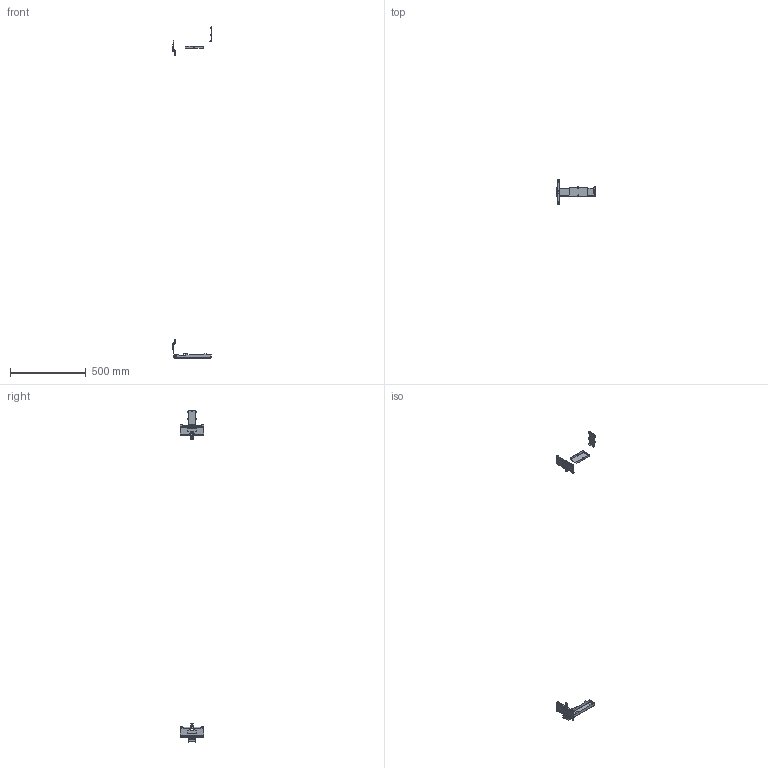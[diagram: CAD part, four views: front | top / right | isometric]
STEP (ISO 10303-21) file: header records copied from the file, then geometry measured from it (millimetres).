
FILE_DESCRIPTION(/* description */ (''),/* implementation_level */ '2;1');
FILE_NAME(/* name */ '7968756_T002-Set Modulverbinder Invisible.stp',/* time_stamp */ '2022-11-23T11:44:25+01:00',/* author */ (''),/* organization */ (''),/* preprocessor_version */ 'ST-DEVELOPER v18.1',/* originating_system */ 'SIEMENS PLM Software NX 1973',/* authorisation */ '');
FILE_SCHEMA (('AUTOMOTIVE_DESIGN { 1 0 10303 214 3 1 1 1 }'));
Length unit declared in the file: millimetre
Products named in the file (10): 6139477_T005-Blende; 6161734_T004-Adapter Wandmontageschiene Distanzblech; 6160514_T007-Adapter Wandmontageschiene; 6139478_T009-Zwischenabdeckung; 9609868_T001-Blechschraube ST4.8 x 9.5-F Tor; 6139476_T008-Abstandshalter; 7948873_T002-Blende gepulvert_MODEL; 7950092_T004-Adapter Wandmontageschiene vorm._MODEL; 7948961_T004-Zwischenabdeckung gepulvert_MODEL; 7968756_T002-Set Modulverbinder Invisible
Assembly tree (15 placements, depth 3):
  7968756_T002-Set Modulverbinder Invisible
    6139476_T008-Abstandshalter
    7948961_T004-Zwischenabdeckung gepulvert_MODEL
      6139478_T009-Zwischenabdeckung
    9609868_T001-Blechschraube ST4.8 x 9.5-F Tor  x6
    7950092_T004-Adapter Wandmontageschiene vorm._MODEL  x2
      6160514_T007-Adapter Wandmontageschiene
      6161734_T004-Adapter Wandmontageschiene Distanzblech
    7948873_T002-Blende gepulvert_MODEL
      6139477_T005-Blende
Bounding box: 253.5 x 157 x 2191 mm (x, y, z)
Volume: 97845.3 mm3; surface area: 144245.2 mm2
Topology: 13 solids, 13 shells, 575 faces, 1577 edges, 1034 vertices
Faces by surface type: cylinder 283, plane 274, sphere 6, cone 6, torus 6
Full cylindrical faces by diameter (mm): 4 x4, 4.8 x6, 6 x5, 9.5 x6
Entity records: 10529 total; most frequent: CARTESIAN_POINT 2037, ORIENTED_EDGE 1732, DIRECTION 1706, EDGE_CURVE 866, LINE 640, VECTOR 640, VERTEX_POINT 572, AXIS2_PLACEMENT_3D 533
